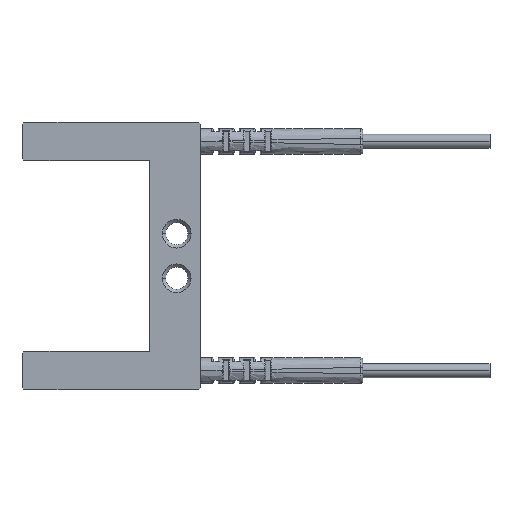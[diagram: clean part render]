
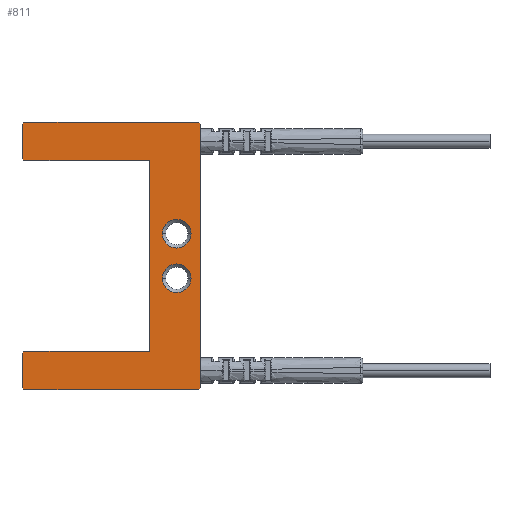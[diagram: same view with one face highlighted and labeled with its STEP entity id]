
A CAD part, top view. The second image highlights one B-rep face of the part: STEP entity #811.
In plain terms, the highlighted planar face has unit normal (0, 0, 1).
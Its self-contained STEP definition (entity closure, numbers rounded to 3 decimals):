
#186=DIRECTION('',(0.707,0.707,0.));
#187=VECTOR('',#186,0.424);
#188=CARTESIAN_POINT('',(13.7,-21.,2.5));
#189=LINE('',#188,#187);
#190=DIRECTION('',(1.,0.,0.));
#191=VECTOR('',#190,27.4);
#192=CARTESIAN_POINT('',(-13.7,-21.,2.5));
#193=LINE('',#192,#191);
#194=DIRECTION('',(0.707,-0.707,0.));
#195=VECTOR('',#194,0.424);
#196=CARTESIAN_POINT('',(-14.,-20.7,2.5));
#197=LINE('',#196,#195);
#198=DIRECTION('',(0.,-1.,0.));
#199=VECTOR('',#198,5.4);
#200=CARTESIAN_POINT('',(-14.,-15.3,2.5));
#201=LINE('',#200,#199);
#202=DIRECTION('',(-0.707,-0.707,0.));
#203=VECTOR('',#202,0.424);
#204=CARTESIAN_POINT('',(-13.7,-15.,2.5));
#205=LINE('',#204,#203);
#206=DIRECTION('',(-1.,0.,0.));
#207=VECTOR('',#206,19.7);
#208=CARTESIAN_POINT('',(6.,-15.,2.5));
#209=LINE('',#208,#207);
#210=DIRECTION('',(0.,-1.,0.));
#211=VECTOR('',#210,30.);
#212=CARTESIAN_POINT('',(6.,15.,2.5));
#213=LINE('',#212,#211);
#214=DIRECTION('',(1.,0.,0.));
#215=VECTOR('',#214,19.7);
#216=CARTESIAN_POINT('',(-13.7,15.,2.5));
#217=LINE('',#216,#215);
#218=DIRECTION('',(0.707,-0.707,0.));
#219=VECTOR('',#218,0.424);
#220=CARTESIAN_POINT('',(-14.,15.3,2.5));
#221=LINE('',#220,#219);
#222=DIRECTION('',(0.,-1.,0.));
#223=VECTOR('',#222,5.4);
#224=CARTESIAN_POINT('',(-14.,20.7,2.5));
#225=LINE('',#224,#223);
#226=DIRECTION('',(-0.707,-0.707,0.));
#227=VECTOR('',#226,0.424);
#228=CARTESIAN_POINT('',(-13.7,21.,2.5));
#229=LINE('',#228,#227);
#230=DIRECTION('',(-1.,0.,0.));
#231=VECTOR('',#230,27.4);
#232=CARTESIAN_POINT('',(13.7,21.,2.5));
#233=LINE('',#232,#231);
#234=DIRECTION('',(-0.707,0.707,0.));
#235=VECTOR('',#234,0.424);
#236=CARTESIAN_POINT('',(14.,20.7,2.5));
#237=LINE('',#236,#235);
#238=DIRECTION('',(0.,1.,0.));
#239=VECTOR('',#238,41.4);
#240=CARTESIAN_POINT('',(14.,-20.7,2.5));
#241=LINE('',#240,#239);
#242=CARTESIAN_POINT('',(10.3,3.5,2.5));
#243=DIRECTION('',(0.,0.,-1.));
#244=DIRECTION('',(-1.,0.,0.));
#245=AXIS2_PLACEMENT_3D('',#242,#243,#244);
#247=CARTESIAN_POINT('',(10.3,3.5,2.5));
#248=DIRECTION('',(0.,0.,-1.));
#249=DIRECTION('',(1.,0.,0.));
#250=AXIS2_PLACEMENT_3D('',#247,#248,#249);
#252=CARTESIAN_POINT('',(10.3,-3.5,2.5));
#253=DIRECTION('',(0.,0.,-1.));
#254=DIRECTION('',(1.,0.,0.));
#255=AXIS2_PLACEMENT_3D('',#252,#253,#254);
#257=CARTESIAN_POINT('',(10.3,-3.5,2.5));
#258=DIRECTION('',(0.,0.,-1.));
#259=DIRECTION('',(-1.,0.,0.));
#260=AXIS2_PLACEMENT_3D('',#257,#258,#259);
#358=CARTESIAN_POINT('',(6.,15.,2.5));
#359=CARTESIAN_POINT('',(6.,-15.,2.5));
#360=VERTEX_POINT('',#358);
#361=VERTEX_POINT('',#359);
#382=CARTESIAN_POINT('',(13.7,-21.,2.5));
#383=VERTEX_POINT('',#382);
#384=CARTESIAN_POINT('',(14.,-20.7,2.5));
#385=VERTEX_POINT('',#384);
#390=CARTESIAN_POINT('',(-14.,-20.7,2.5));
#391=VERTEX_POINT('',#390);
#392=CARTESIAN_POINT('',(-13.7,-21.,2.5));
#393=VERTEX_POINT('',#392);
#398=CARTESIAN_POINT('',(-13.7,21.,2.5));
#399=VERTEX_POINT('',#398);
#400=CARTESIAN_POINT('',(-14.,20.7,2.5));
#401=VERTEX_POINT('',#400);
#406=CARTESIAN_POINT('',(14.,20.7,2.5));
#407=VERTEX_POINT('',#406);
#408=CARTESIAN_POINT('',(13.7,21.,2.5));
#409=VERTEX_POINT('',#408);
#414=CARTESIAN_POINT('',(-13.7,-15.,2.5));
#415=VERTEX_POINT('',#414);
#416=CARTESIAN_POINT('',(-14.,-15.3,2.5));
#417=VERTEX_POINT('',#416);
#422=CARTESIAN_POINT('',(-14.,15.3,2.5));
#423=VERTEX_POINT('',#422);
#424=CARTESIAN_POINT('',(-13.7,15.,2.5));
#425=VERTEX_POINT('',#424);
#426=CARTESIAN_POINT('',(8.05,3.5,2.5));
#427=CARTESIAN_POINT('',(12.55,3.5,2.5));
#428=VERTEX_POINT('',#426);
#429=VERTEX_POINT('',#427);
#434=CARTESIAN_POINT('',(12.55,-3.5,2.5));
#435=CARTESIAN_POINT('',(8.05,-3.5,2.5));
#436=VERTEX_POINT('',#434);
#437=VERTEX_POINT('',#435);
#777=CARTESIAN_POINT('',(0.,0.,2.5));
#778=DIRECTION('',(0.,0.,1.));
#779=DIRECTION('',(1.,0.,0.));
#780=AXIS2_PLACEMENT_3D('',#777,#778,#779);
#781=PLANE('',#780);
#782=ORIENTED_EDGE('',*,*,#514,.F.);
#783=ORIENTED_EDGE('',*,*,#530,.F.);
#784=ORIENTED_EDGE('',*,*,#543,.F.);
#785=ORIENTED_EDGE('',*,*,#558,.F.);
#786=ORIENTED_EDGE('',*,*,#571,.F.);
#787=ORIENTED_EDGE('',*,*,#586,.F.);
#789=ORIENTED_EDGE('',*,*,#788,.F.);
#790=ORIENTED_EDGE('',*,*,#635,.F.);
#791=ORIENTED_EDGE('',*,*,#702,.F.);
#792=ORIENTED_EDGE('',*,*,#715,.F.);
#793=ORIENTED_EDGE('',*,*,#730,.F.);
#794=ORIENTED_EDGE('',*,*,#745,.F.);
#795=ORIENTED_EDGE('',*,*,#758,.F.);
#796=ORIENTED_EDGE('',*,*,#770,.F.);
#797=EDGE_LOOP('',(#782,#783,#784,#785,#786,#787,#789,#790,#791,#792,#793,#794,
#795,#796));
#798=FACE_OUTER_BOUND('',#797,.F.);
#800=ORIENTED_EDGE('',*,*,#799,.F.);
#802=ORIENTED_EDGE('',*,*,#801,.F.);
#803=EDGE_LOOP('',(#800,#802));
#804=FACE_BOUND('',#803,.F.);
#806=ORIENTED_EDGE('',*,*,#805,.F.);
#808=ORIENTED_EDGE('',*,*,#807,.F.);
#809=EDGE_LOOP('',(#806,#808));
#810=FACE_BOUND('',#809,.F.);
#811=ADVANCED_FACE('',(#798,#804,#810),#781,.T.);
#246=CIRCLE('',#245,2.25);
#251=CIRCLE('',#250,2.25);
#256=CIRCLE('',#255,2.25);
#261=CIRCLE('',#260,2.25);
#514=EDGE_CURVE('',#383,#385,#189,.T.);
#530=EDGE_CURVE('',#393,#383,#193,.T.);
#543=EDGE_CURVE('',#391,#393,#197,.T.);
#558=EDGE_CURVE('',#417,#391,#201,.T.);
#571=EDGE_CURVE('',#415,#417,#205,.T.);
#586=EDGE_CURVE('',#361,#415,#209,.T.);
#635=EDGE_CURVE('',#425,#360,#217,.T.);
#702=EDGE_CURVE('',#423,#425,#221,.T.);
#715=EDGE_CURVE('',#401,#423,#225,.T.);
#730=EDGE_CURVE('',#399,#401,#229,.T.);
#745=EDGE_CURVE('',#409,#399,#233,.T.);
#758=EDGE_CURVE('',#407,#409,#237,.T.);
#770=EDGE_CURVE('',#385,#407,#241,.T.);
#788=EDGE_CURVE('',#360,#361,#213,.T.);
#799=EDGE_CURVE('',#428,#429,#246,.T.);
#801=EDGE_CURVE('',#429,#428,#251,.T.);
#805=EDGE_CURVE('',#436,#437,#256,.T.);
#807=EDGE_CURVE('',#437,#436,#261,.T.);
